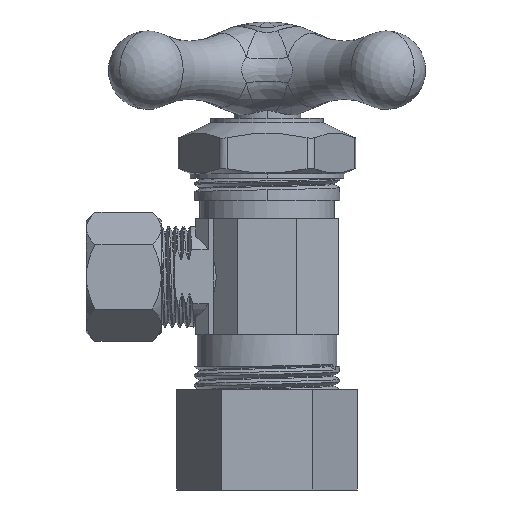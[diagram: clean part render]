
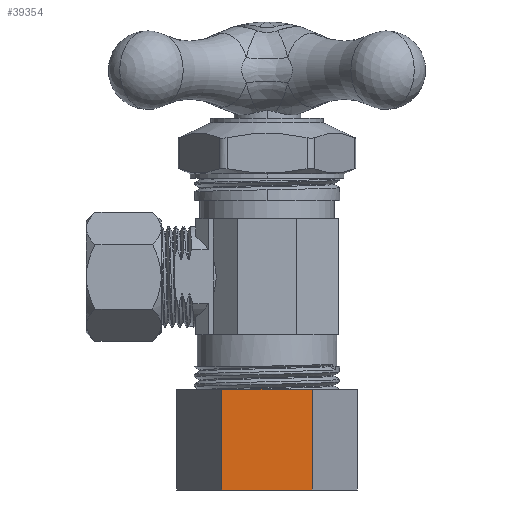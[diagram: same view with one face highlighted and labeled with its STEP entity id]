
A CAD part, left-side view. The second image highlights one B-rep face of the part: STEP entity #39354.
In plain terms, the highlighted planar face has unit normal (-1, 0, 0).
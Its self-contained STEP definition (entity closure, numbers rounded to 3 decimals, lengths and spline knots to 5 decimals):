
#37682=DIRECTION('',(0.,1.,0.));
#37683=VECTOR('',#37682,0.50518);
#37684=CARTESIAN_POINT('',(-0.4375,-0.25259,-1.1925));
#37685=LINE('',#37684,#37683);
#37686=DIRECTION('',(0.,0.,1.));
#37687=VECTOR('',#37686,0.5625);
#37688=CARTESIAN_POINT('',(-0.4375,0.25259,-1.1925));
#37689=LINE('',#37688,#37687);
#37690=DIRECTION('',(0.,-1.,0.));
#37691=VECTOR('',#37690,0.50518);
#37692=CARTESIAN_POINT('',(-0.4375,0.25259,-0.63));
#37693=LINE('',#37692,#37691);
#37694=DIRECTION('',(0.,0.,1.));
#37695=VECTOR('',#37694,0.5625);
#37696=CARTESIAN_POINT('',(-0.4375,-0.25259,-1.1925));
#37697=LINE('',#37696,#37695);
#39244=CARTESIAN_POINT('',(-0.4375,-0.25259,-0.63));
#39245=VERTEX_POINT('',#39244);
#39272=CARTESIAN_POINT('',(-0.4375,0.25259,-1.1925));
#39273=VERTEX_POINT('',#39272);
#39278=CARTESIAN_POINT('',(-0.4375,0.25259,-0.63));
#39279=VERTEX_POINT('',#39278);
#39280=CARTESIAN_POINT('',(-0.4375,-0.25259,-1.1925));
#39281=VERTEX_POINT('',#39280);
#39341=CARTESIAN_POINT('',(-0.4375,0.,-0.91125));
#39342=DIRECTION('',(1.,0.,0.));
#39343=DIRECTION('',(0.,-1.,0.));
#39344=AXIS2_PLACEMENT_3D('',#39341,#39342,#39343);
#39345=PLANE('',#39344);
#39346=ORIENTED_EDGE('',*,*,#39299,.T.);
#39348=ORIENTED_EDGE('',*,*,#39347,.T.);
#39350=ORIENTED_EDGE('',*,*,#39349,.T.);
#39351=ORIENTED_EDGE('',*,*,#39333,.F.);
#39352=EDGE_LOOP('',(#39346,#39348,#39350,#39351));
#39353=FACE_OUTER_BOUND('',#39352,.F.);
#39354=ADVANCED_FACE('',(#39353),#39345,.F.);
#39299=EDGE_CURVE('',#39281,#39273,#37685,.T.);
#39333=EDGE_CURVE('',#39281,#39245,#37697,.T.);
#39347=EDGE_CURVE('',#39273,#39279,#37689,.T.);
#39349=EDGE_CURVE('',#39279,#39245,#37693,.T.);
